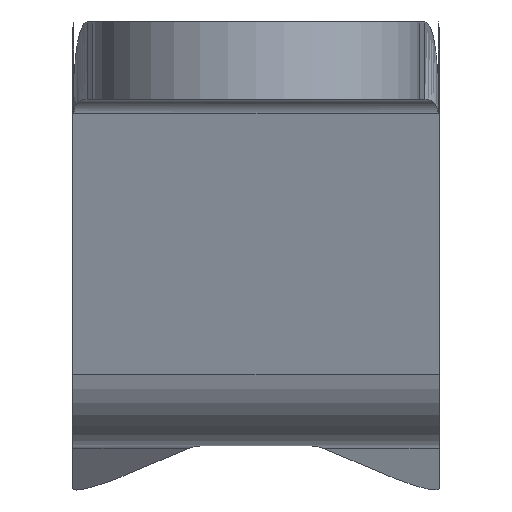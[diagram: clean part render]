
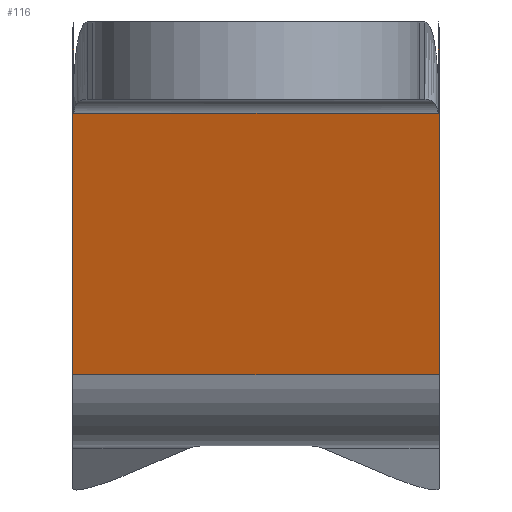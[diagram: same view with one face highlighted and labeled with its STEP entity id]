
A CAD part, left-side view. The second image highlights one B-rep face of the part: STEP entity #116.
In plain terms, the highlighted planar face has unit normal (-0.966, 0, -0.259).
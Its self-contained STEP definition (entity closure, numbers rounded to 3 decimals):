
#116=ADVANCED_FACE('',(#228),#229,.F.);
#228=FACE_OUTER_BOUND('',#430,.T.);
#229=PLANE('',#431);
#430=EDGE_LOOP('',(#839,#840,#841,#842,#843,#844,#845,#846));
#431=AXIS2_PLACEMENT_3D('',#847,#848,#849);
#839=ORIENTED_EDGE('',*,*,#1142,.F.);
#840=ORIENTED_EDGE('',*,*,#1137,.F.);
#841=ORIENTED_EDGE('',*,*,#1097,.T.);
#842=ORIENTED_EDGE('',*,*,#1108,.T.);
#843=ORIENTED_EDGE('',*,*,#1102,.T.);
#844=ORIENTED_EDGE('',*,*,#1136,.F.);
#845=ORIENTED_EDGE('',*,*,#1050,.F.);
#846=ORIENTED_EDGE('',*,*,#1143,.T.);
#847=CARTESIAN_POINT('',(10.141,0.0,17.868));
#848=DIRECTION('',(0.966,0.0,0.259));
#849=DIRECTION('',(0.259,0.0,-0.966));
#1050=EDGE_CURVE('',#1249,#1251,#1252,.T.);
#1097=EDGE_CURVE('',#1325,#1326,#1327,.T.);
#1102=EDGE_CURVE('',#1336,#1334,#1337,.F.);
#1108=EDGE_CURVE('',#1326,#1336,#1346,.F.);
#1136=EDGE_CURVE('',#1251,#1334,#1390,.T.);
#1137=EDGE_CURVE('',#1325,#1391,#1392,.T.);
#1142=EDGE_CURVE('',#1391,#1399,#1400,.T.);
#1143=EDGE_CURVE('',#1249,#1399,#1401,.F.);
#1249=VERTEX_POINT('',#1599);
#1251=VERTEX_POINT('',#1601);
#1252=LINE('',#1602,#1603);
#1325=VERTEX_POINT('',#1758);
#1326=VERTEX_POINT('',#1759);
#1327=LINE('',#1760,#1761);
#1334=VERTEX_POINT('',#1771);
#1336=VERTEX_POINT('',#1774);
#1337=LINE('',#1775,#1776);
#1346=LINE('',#1788,#1789);
#1390=LINE('',#1850,#1851);
#1391=VERTEX_POINT('',#1852);
#1392=LINE('',#1853,#1854);
#1399=VERTEX_POINT('',#1865);
#1400=LINE('',#1866,#1867);
#1401=LINE('',#1868,#1869);
#1599=CARTESIAN_POINT('',(19.829,9.5,-18.289));
#1601=CARTESIAN_POINT('',(15.285,9.5,-1.331));
#1602=CARTESIAN_POINT('',(10.141,9.5,17.868));
#1603=VECTOR('',#1952,1.0);
#1758=CARTESIAN_POINT('',(15.206,-9.446,-1.035));
#1759=CARTESIAN_POINT('',(16.199,-9.446,-4.741));
#1760=CARTESIAN_POINT('',(10.141,-9.446,17.868));
#1761=VECTOR('',#2011,1.0);
#1771=CARTESIAN_POINT('',(15.206,9.446,-1.035));
#1774=CARTESIAN_POINT('',(16.199,9.446,-4.741));
#1775=CARTESIAN_POINT('',(10.141,9.446,17.868));
#1776=VECTOR('',#2016,1.0);
#1788=CARTESIAN_POINT('',(16.199,0.0,-4.741));
#1789=VECTOR('',#2026,1.0);
#1850=CARTESIAN_POINT('',(17.469,11.0,-9.481));
#1851=VECTOR('',#2074,1.0);
#1852=CARTESIAN_POINT('',(15.285,-9.5,-1.331));
#1853=CARTESIAN_POINT('',(12.082,-7.3,10.623));
#1854=VECTOR('',#2075,1.0);
#1865=CARTESIAN_POINT('',(19.829,-9.5,-18.289));
#1866=CARTESIAN_POINT('',(10.141,-9.5,17.868));
#1867=VECTOR('',#2080,1.0);
#1868=CARTESIAN_POINT('',(19.829,0.0,-18.289));
#1869=VECTOR('',#2081,1.0);
#1952=DIRECTION('',(-0.259,0.0,0.966));
#2011=DIRECTION('',(0.259,0.0,-0.966));
#2016=DIRECTION('',(0.259,0.0,-0.966));
#2026=DIRECTION('',(0.0,-1.0,0.0));
#2074=DIRECTION('',(-0.255,-0.175,0.951));
#2075=DIRECTION('',(0.255,-0.175,-0.951));
#2080=DIRECTION('',(0.259,0.0,-0.966));
#2081=DIRECTION('',(0.0,1.0,0.0));
